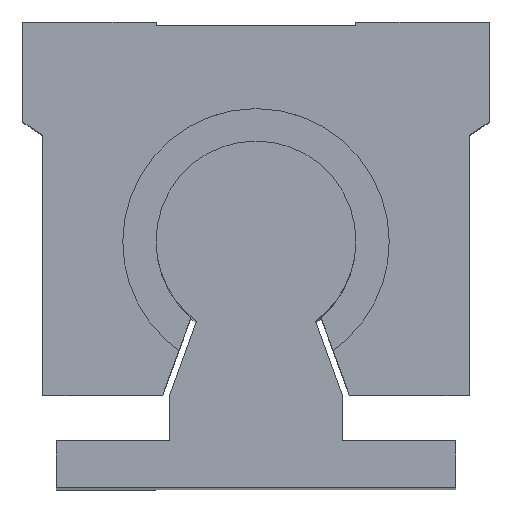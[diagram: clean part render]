
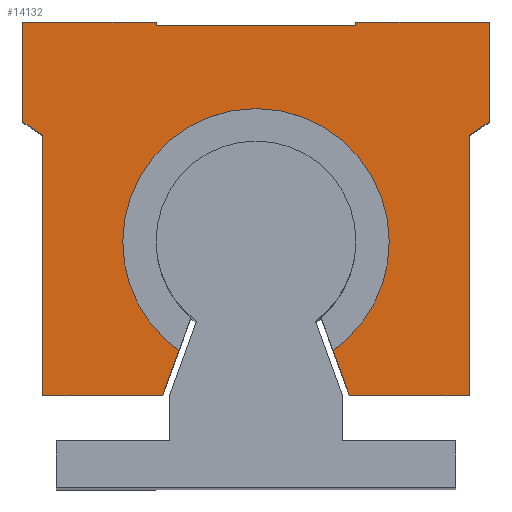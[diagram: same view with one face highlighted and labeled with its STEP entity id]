
A CAD part, top view. The second image highlights one B-rep face of the part: STEP entity #14132.
In plain terms, the highlighted planar face has unit normal (0, 0, 1).
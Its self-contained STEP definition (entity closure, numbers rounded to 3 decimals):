
#200 = EDGE_CURVE ( 'NONE', #12593, #7402, #2743, .T. ) ;
#216 = VECTOR ( 'NONE', #11483, 1000. ) ;
#233 = CIRCLE ( 'NONE', #1242, 20. ) ;
#288 = LINE ( 'NONE', #11435, #11871 ) ;
#305 = DIRECTION ( 'NONE',  ( 0.832, -0.555, 0. ) ) ;
#338 = CARTESIAN_POINT ( 'NONE',  ( 15., 0.5, 35. ) ) ;
#382 = LINE ( 'NONE', #13702, #5022 ) ;
#460 = DIRECTION ( 'NONE',  ( 0., -1., 0. ) ) ;
#720 = CARTESIAN_POINT ( 'NONE',  ( -15., 0.5, 35. ) ) ;
#747 = CARTESIAN_POINT ( 'NONE',  ( 11.567, -48.816, 35. ) ) ;
#784 = DIRECTION ( 'NONE',  ( 0.342, -0.94, 0. ) ) ;
#867 = EDGE_CURVE ( 'NONE', #4972, #2879, #9455, .T. ) ;
#876 = ORIENTED_EDGE ( 'NONE', *, *, #5906, .T. ) ;
#980 = CARTESIAN_POINT ( 'NONE',  ( -35., 0.5, 35. ) ) ;
#1166 = CARTESIAN_POINT ( 'NONE',  ( 0., -32.5, 35. ) ) ;
#1168 = VECTOR ( 'NONE', #5712, 1000. ) ;
#1242 = AXIS2_PLACEMENT_3D ( 'NONE', #8692, #13670, #5084 ) ;
#1258 = CIRCLE ( 'NONE', #7389, 20. ) ;
#1268 = DIRECTION ( 'NONE',  ( -1., 0., 0. ) ) ;
#1482 = EDGE_CURVE ( 'NONE', #7431, #15031, #233, .T. ) ;
#1733 = VERTEX_POINT ( 'NONE', #9859 ) ;
#1769 = CARTESIAN_POINT ( 'NONE',  ( -11.567, -48.816, 35. ) ) ;
#1782 = EDGE_CURVE ( 'NONE', #9688, #1733, #13053, .T. ) ;
#1973 = ORIENTED_EDGE ( 'NONE', *, *, #12470, .T. ) ;
#2044 = ORIENTED_EDGE ( 'NONE', *, *, #200, .T. ) ;
#2066 = CARTESIAN_POINT ( 'NONE',  ( 14., -55.5, 35. ) ) ;
#2144 = VERTEX_POINT ( 'NONE', #5310 ) ;
#2168 = ORIENTED_EDGE ( 'NONE', *, *, #4133, .T. ) ;
#2191 = DIRECTION ( 'NONE',  ( 0.342, 0.94, 0. ) ) ;
#2449 = VECTOR ( 'NONE', #460, 1000. ) ;
#2481 = DIRECTION ( 'NONE',  ( 0., -1., 0. ) ) ;
#2677 = CARTESIAN_POINT ( 'NONE',  ( -32., -55.5, 35. ) ) ;
#2743 = LINE ( 'NONE', #9153, #216 ) ;
#2765 = CARTESIAN_POINT ( 'NONE',  ( 15., 0., 35. ) ) ;
#2838 = CARTESIAN_POINT ( 'NONE',  ( -14., -55.5, 35. ) ) ;
#2879 = VERTEX_POINT ( 'NONE', #6586 ) ;
#2880 = EDGE_CURVE ( 'NONE', #15031, #3841, #4098, .T. ) ;
#2999 = CARTESIAN_POINT ( 'NONE',  ( 0., -32.5, 35. ) ) ;
#3158 = DIRECTION ( 'NONE',  ( -1., 0., 0. ) ) ;
#3311 = PLANE ( 'NONE',  #13845 ) ;
#3479 = DIRECTION ( 'NONE',  ( 1., 0., 0. ) ) ;
#3494 = VECTOR ( 'NONE', #2191, 1000. ) ;
#3841 = VERTEX_POINT ( 'NONE', #7072 ) ;
#3933 = EDGE_CURVE ( 'NONE', #6936, #7431, #10700, .T. ) ;
#3963 = LINE ( 'NONE', #338, #14684 ) ;
#4098 = CIRCLE ( 'NONE', #7142, 20. ) ;
#4133 = EDGE_CURVE ( 'NONE', #14513, #6936, #6357, .T. ) ;
#4296 = CARTESIAN_POINT ( 'NONE',  ( -32., -16.5, 35. ) ) ;
#4297 = EDGE_CURVE ( 'NONE', #7505, #12593, #14594, .T. ) ;
#4474 = ORIENTED_EDGE ( 'NONE', *, *, #13057, .T. ) ;
#4481 = CARTESIAN_POINT ( 'NONE',  ( 35., 0.5, 35. ) ) ;
#4520 = VECTOR ( 'NONE', #12149, 1000. ) ;
#4972 = VERTEX_POINT ( 'NONE', #15644 ) ;
#5022 = VECTOR ( 'NONE', #305, 1000. ) ;
#5084 = DIRECTION ( 'NONE',  ( -1., 0., 0. ) ) ;
#5092 = DIRECTION ( 'NONE',  ( -1., 0., 0. ) ) ;
#5268 = VERTEX_POINT ( 'NONE', #4296 ) ;
#5310 = CARTESIAN_POINT ( 'NONE',  ( 14., -55.5, 35. ) ) ;
#5437 = ORIENTED_EDGE ( 'NONE', *, *, #2880, .T. ) ;
#5712 = DIRECTION ( 'NONE',  ( -1., 0., 0. ) ) ;
#5756 = DIRECTION ( 'NONE',  ( 0., 1., 0. ) ) ;
#5906 = EDGE_CURVE ( 'NONE', #1733, #4972, #288, .T. ) ;
#5974 = ORIENTED_EDGE ( 'NONE', *, *, #12629, .T. ) ;
#6357 = LINE ( 'NONE', #2677, #4520 ) ;
#6520 = ORIENTED_EDGE ( 'NONE', *, *, #4297, .T. ) ;
#6561 = VECTOR ( 'NONE', #1268, 1000. ) ;
#6586 = CARTESIAN_POINT ( 'NONE',  ( 35., 0.5, 35. ) ) ;
#6599 = DIRECTION ( 'NONE',  ( 0.832, 0.555, 0. ) ) ;
#6624 = DIRECTION ( 'NONE',  ( 0., 1., 0. ) ) ;
#6654 = VERTEX_POINT ( 'NONE', #12423 ) ;
#6674 = FACE_OUTER_BOUND ( 'NONE', #8656, .T. ) ;
#6766 = ORIENTED_EDGE ( 'NONE', *, *, #10435, .T. ) ;
#6890 = VECTOR ( 'NONE', #784, 1000. ) ;
#6936 = VERTEX_POINT ( 'NONE', #2838 ) ;
#7046 = EDGE_CURVE ( 'NONE', #6654, #7505, #7795, .T. ) ;
#7072 = CARTESIAN_POINT ( 'NONE',  ( 20., -32.5, 35. ) ) ;
#7142 = AXIS2_PLACEMENT_3D ( 'NONE', #1166, #14653, #10136 ) ;
#7333 = ORIENTED_EDGE ( 'NONE', *, *, #3933, .T. ) ;
#7389 = AXIS2_PLACEMENT_3D ( 'NONE', #12318, #11353, #5092 ) ;
#7402 = VERTEX_POINT ( 'NONE', #10434 ) ;
#7431 = VERTEX_POINT ( 'NONE', #1769 ) ;
#7505 = VERTEX_POINT ( 'NONE', #720 ) ;
#7600 = ORIENTED_EDGE ( 'NONE', *, *, #13438, .T. ) ;
#7795 = LINE ( 'NONE', #12322, #15198 ) ;
#8055 = EDGE_CURVE ( 'NONE', #2879, #9155, #3963, .T. ) ;
#8580 = LINE ( 'NONE', #13560, #9468 ) ;
#8656 = EDGE_LOOP ( 'NONE', ( #7333, #10969, #5437, #1973, #7600, #5974, #11390, #876, #9464, #12390, #4474, #11857, #9625, #6520, #2044, #9780, #6766, #2168 ) ) ;
#8692 = CARTESIAN_POINT ( 'NONE',  ( 0., -32.5, 35. ) ) ;
#8827 = CARTESIAN_POINT ( 'NONE',  ( 15., 0.5, 35. ) ) ;
#9153 = CARTESIAN_POINT ( 'NONE',  ( -35., 0.5, 35. ) ) ;
#9155 = VERTEX_POINT ( 'NONE', #8827 ) ;
#9253 = DIRECTION ( 'NONE',  ( 0., 0., -1. ) ) ;
#9398 = CARTESIAN_POINT ( 'NONE',  ( -20., -32.5, 35. ) ) ;
#9406 = LINE ( 'NONE', #11240, #13296 ) ;
#9455 = LINE ( 'NONE', #4481, #14976 ) ;
#9464 = ORIENTED_EDGE ( 'NONE', *, *, #867, .T. ) ;
#9468 = VECTOR ( 'NONE', #2481, 1000. ) ;
#9625 = ORIENTED_EDGE ( 'NONE', *, *, #7046, .T. ) ;
#9688 = VERTEX_POINT ( 'NONE', #13843 ) ;
#9780 = ORIENTED_EDGE ( 'NONE', *, *, #10396, .T. ) ;
#9859 = CARTESIAN_POINT ( 'NONE',  ( 32., -16.5, 35. ) ) ;
#9895 = EDGE_CURVE ( 'NONE', #15810, #6654, #12947, .T. ) ;
#10136 = DIRECTION ( 'NONE',  ( -1., 0., 0. ) ) ;
#10293 = DIRECTION ( 'NONE',  ( 0., 1., 0. ) ) ;
#10359 = DIRECTION ( 'NONE',  ( -1., 0., 0. ) ) ;
#10396 = EDGE_CURVE ( 'NONE', #7402, #5268, #382, .T. ) ;
#10434 = CARTESIAN_POINT ( 'NONE',  ( -35., -14.5, 35. ) ) ;
#10435 = EDGE_CURVE ( 'NONE', #5268, #14513, #12656, .T. ) ;
#10700 = LINE ( 'NONE', #15595, #3494 ) ;
#10969 = ORIENTED_EDGE ( 'NONE', *, *, #1482, .T. ) ;
#11216 = CARTESIAN_POINT ( 'NONE',  ( -32., -16.5, 35. ) ) ;
#11240 = CARTESIAN_POINT ( 'NONE',  ( 32., -55.5, 35. ) ) ;
#11353 = DIRECTION ( 'NONE',  ( 0., 0., -1. ) ) ;
#11390 = ORIENTED_EDGE ( 'NONE', *, *, #1782, .T. ) ;
#11435 = CARTESIAN_POINT ( 'NONE',  ( 35., -14.5, 35. ) ) ;
#11483 = DIRECTION ( 'NONE',  ( 0., -1., 0. ) ) ;
#11854 = LINE ( 'NONE', #2066, #6890 ) ;
#11857 = ORIENTED_EDGE ( 'NONE', *, *, #9895, .T. ) ;
#11871 = VECTOR ( 'NONE', #6599, 1000. ) ;
#12149 = DIRECTION ( 'NONE',  ( 1., 0., 0. ) ) ;
#12318 = CARTESIAN_POINT ( 'NONE',  ( 0., -32.5, 35. ) ) ;
#12322 = CARTESIAN_POINT ( 'NONE',  ( -15., 0., 35. ) ) ;
#12390 = ORIENTED_EDGE ( 'NONE', *, *, #8055, .T. ) ;
#12423 = CARTESIAN_POINT ( 'NONE',  ( -15., 0., 35. ) ) ;
#12470 = EDGE_CURVE ( 'NONE', #3841, #14275, #1258, .T. ) ;
#12593 = VERTEX_POINT ( 'NONE', #980 ) ;
#12629 = EDGE_CURVE ( 'NONE', #2144, #9688, #9406, .T. ) ;
#12656 = LINE ( 'NONE', #11216, #2449 ) ;
#12947 = LINE ( 'NONE', #13023, #1168 ) ;
#13023 = CARTESIAN_POINT ( 'NONE',  ( 15., 0., 35. ) ) ;
#13053 = LINE ( 'NONE', #14100, #14066 ) ;
#13057 = EDGE_CURVE ( 'NONE', #9155, #15810, #8580, .T. ) ;
#13296 = VECTOR ( 'NONE', #3479, 1000. ) ;
#13438 = EDGE_CURVE ( 'NONE', #14275, #2144, #11854, .T. ) ;
#13560 = CARTESIAN_POINT ( 'NONE',  ( 15., 0., 35. ) ) ;
#13622 = CARTESIAN_POINT ( 'NONE',  ( -15., 0.5, 35. ) ) ;
#13670 = DIRECTION ( 'NONE',  ( 0., 0., -1. ) ) ;
#13702 = CARTESIAN_POINT ( 'NONE',  ( -35., -14.5, 35. ) ) ;
#13843 = CARTESIAN_POINT ( 'NONE',  ( 32., -55.5, 35. ) ) ;
#13845 = AXIS2_PLACEMENT_3D ( 'NONE', #2999, #9253, #3158 ) ;
#14066 = VECTOR ( 'NONE', #6624, 1000. ) ;
#14100 = CARTESIAN_POINT ( 'NONE',  ( 32., -16.5, 35. ) ) ;
#14132 = ADVANCED_FACE ( 'NONE', ( #6674 ), #3311, .F. ) ;
#14275 = VERTEX_POINT ( 'NONE', #747 ) ;
#14513 = VERTEX_POINT ( 'NONE', #14585 ) ;
#14585 = CARTESIAN_POINT ( 'NONE',  ( -32., -55.5, 35. ) ) ;
#14594 = LINE ( 'NONE', #13622, #6561 ) ;
#14653 = DIRECTION ( 'NONE',  ( 0., 0., -1. ) ) ;
#14684 = VECTOR ( 'NONE', #10359, 1000. ) ;
#14976 = VECTOR ( 'NONE', #5756, 1000. ) ;
#15031 = VERTEX_POINT ( 'NONE', #9398 ) ;
#15198 = VECTOR ( 'NONE', #10293, 1000. ) ;
#15595 = CARTESIAN_POINT ( 'NONE',  ( -14., -55.5, 35. ) ) ;
#15644 = CARTESIAN_POINT ( 'NONE',  ( 35., -14.5, 35. ) ) ;
#15810 = VERTEX_POINT ( 'NONE', #2765 ) ;
